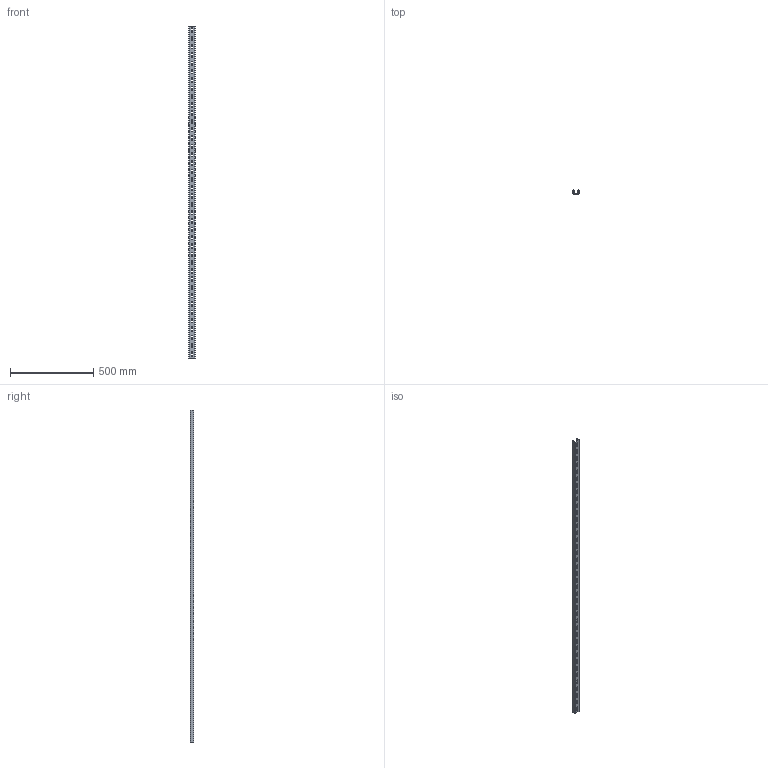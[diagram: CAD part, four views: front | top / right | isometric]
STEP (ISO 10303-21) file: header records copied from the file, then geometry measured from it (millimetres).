
FILE_DESCRIPTION (( 'STEP AP203' ), '1' );
FILE_NAME ('Ïðîôèëü C-îáðàçíûé 21_BPL2120.STEP', '2012-11-16T08:10:26', ( 'Àñååâ' ), ( '' ), 'SwSTEP 2.0', 'SolidWorks 2012', '' );
FILE_SCHEMA (( 'CONFIG_CONTROL_DESIGN' ));
Length unit declared in the file: millimetre
Products named in the file (1): Ïðîôèëü C-îáðàçíûé 21_BPL2120
Bounding box: 41 x 21 x 2000 mm (x, y, z)
Volume: 302164 mm3; surface area: 413162.3 mm2
Topology: 1 solids, 1 shells, 190 faces, 564 edges, 376 vertices
Faces by surface type: plane 98, cylinder 92
Entity records: 6649 total; most frequent: CARTESIAN_POINT 1131, DIRECTION 1130, ORIENTED_EDGE 1128, EDGE_CURVE 564, LINE 380, VECTOR 380, VERTEX_POINT 376, AXIS2_PLACEMENT_3D 375
